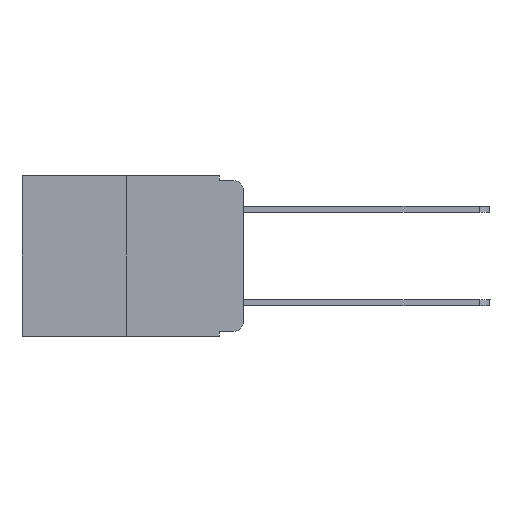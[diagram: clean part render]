
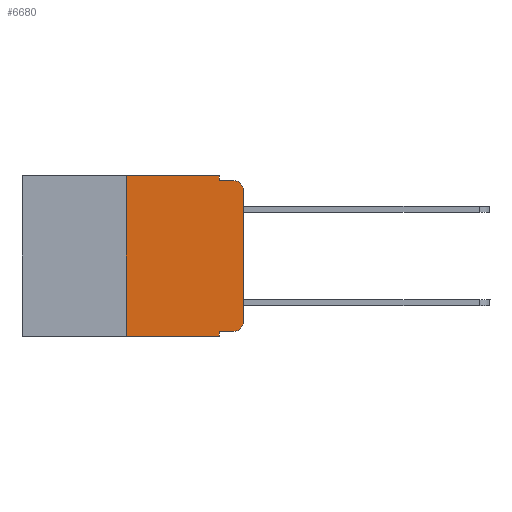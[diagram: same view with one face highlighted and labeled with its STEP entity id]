
A CAD part, left-side view. The second image highlights one B-rep face of the part: STEP entity #6680.
In plain terms, the highlighted planar face has unit normal (-1, 0, 0).
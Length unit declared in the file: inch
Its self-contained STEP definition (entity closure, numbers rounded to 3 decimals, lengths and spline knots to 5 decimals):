
#4 = CARTESIAN_POINT ( 'NONE',  ( 0., 0.051, 0. ) ) ;
#104 = DIRECTION ( 'NONE',  ( -1., 0., 0. ) ) ;
#149 = VECTOR ( 'NONE', #11689, 39.37008 ) ;
#393 = VERTEX_POINT ( 'NONE', #5719 ) ;
#538 = EDGE_CURVE ( 'NONE', #7455, #1121, #11277, .T. ) ;
#551 = CARTESIAN_POINT ( 'NONE',  ( 0., 0., 0. ) ) ;
#593 = CARTESIAN_POINT ( 'NONE',  ( 0., 0.25, -0.343 ) ) ;
#680 = CARTESIAN_POINT ( 'NONE',  ( 0., 0.051, -0.01 ) ) ;
#692 = EDGE_CURVE ( 'NONE', #3396, #9960, #3406, .T. ) ;
#978 = AXIS2_PLACEMENT_3D ( 'NONE', #3652, #7092, #8823 ) ;
#1121 = VERTEX_POINT ( 'NONE', #10556 ) ;
#1271 = CIRCLE ( 'NONE', #5642, 0.02 ) ;
#1372 = ORIENTED_EDGE ( 'NONE', *, *, #10673, .T. ) ;
#1576 = CARTESIAN_POINT ( 'NONE',  ( 0., 0.02, -0.01 ) ) ;
#1989 = EDGE_CURVE ( 'NONE', #2293, #393, #7822, .T. ) ;
#2075 = DIRECTION ( 'NONE',  ( 0., 0., -1. ) ) ;
#2131 = CARTESIAN_POINT ( 'NONE',  ( 0., 0.02, -0.313 ) ) ;
#2290 = EDGE_CURVE ( 'NONE', #2293, #11019, #11266, .T. ) ;
#2293 = VERTEX_POINT ( 'NONE', #593 ) ;
#2521 = EDGE_CURVE ( 'NONE', #11151, #11019, #4629, .T. ) ;
#2530 = PLANE ( 'NONE',  #978 ) ;
#2579 = DIRECTION ( 'NONE',  ( 0., -1., 0. ) ) ;
#2620 = ORIENTED_EDGE ( 'NONE', *, *, #2521, .F. ) ;
#2706 = CARTESIAN_POINT ( 'NONE',  ( 0., 0.051, 0. ) ) ;
#2792 = ORIENTED_EDGE ( 'NONE', *, *, #692, .F. ) ;
#2802 = ORIENTED_EDGE ( 'NONE', *, *, #10826, .T. ) ;
#2879 = VECTOR ( 'NONE', #6826, 39.37008 ) ;
#3010 = ORIENTED_EDGE ( 'NONE', *, *, #3184, .F. ) ;
#3134 = LINE ( 'NONE', #7772, #3728 ) ;
#3184 = EDGE_CURVE ( 'NONE', #9960, #11419, #8948, .T. ) ;
#3371 = DIRECTION ( 'NONE',  ( 0., -1., 0. ) ) ;
#3396 = VERTEX_POINT ( 'NONE', #2706 ) ;
#3406 = LINE ( 'NONE', #8090, #149 ) ;
#3472 = LINE ( 'NONE', #10697, #3688 ) ;
#3480 = CARTESIAN_POINT ( 'NONE',  ( 0., 0.25, 0. ) ) ;
#3484 = DIRECTION ( 'NONE',  ( 0., -1., 0. ) ) ;
#3652 = CARTESIAN_POINT ( 'NONE',  ( 0., 0.473, 0. ) ) ;
#3688 = VECTOR ( 'NONE', #2579, 39.37008 ) ;
#3702 = ORIENTED_EDGE ( 'NONE', *, *, #1989, .F. ) ;
#3728 = VECTOR ( 'NONE', #3371, 39.37008 ) ;
#4011 = VERTEX_POINT ( 'NONE', #8521 ) ;
#4250 = EDGE_CURVE ( 'NONE', #393, #3396, #3472, .T. ) ;
#4407 = CARTESIAN_POINT ( 'NONE',  ( 0., 0.02, -0.03 ) ) ;
#4472 = EDGE_LOOP ( 'NONE', ( #6852, #8960, #3010, #2792, #10353, #3702, #5636, #2620, #2802, #1372 ) ) ;
#4517 = DIRECTION ( 'NONE',  ( 0., 0., -1. ) ) ;
#4629 = LINE ( 'NONE', #4, #11206 ) ;
#4867 = CARTESIAN_POINT ( 'NONE',  ( 0., 0.473, -0.343 ) ) ;
#4936 = DIRECTION ( 'NONE',  ( 0., 0., 1. ) ) ;
#5253 = DIRECTION ( 'NONE',  ( 0., 0., 1. ) ) ;
#5378 = CARTESIAN_POINT ( 'NONE',  ( 0., 0.051, -0.343 ) ) ;
#5385 = VECTOR ( 'NONE', #3484, 39.37008 ) ;
#5636 = ORIENTED_EDGE ( 'NONE', *, *, #2290, .T. ) ;
#5642 = AXIS2_PLACEMENT_3D ( 'NONE', #4407, #8036, #11633 ) ;
#5719 = CARTESIAN_POINT ( 'NONE',  ( 0., 0.25, 0. ) ) ;
#5786 = CARTESIAN_POINT ( 'NONE',  ( 0., 0.051, -0.01 ) ) ;
#6600 = CARTESIAN_POINT ( 'NONE',  ( 0., 0.051, -0.333 ) ) ;
#6680 = ADVANCED_FACE ( 'NONE', ( #8166 ), #2530, .F. ) ;
#6826 = DIRECTION ( 'NONE',  ( 0., -1., 0. ) ) ;
#6852 = ORIENTED_EDGE ( 'NONE', *, *, #538, .T. ) ;
#7092 = DIRECTION ( 'NONE',  ( 1., 0., 0. ) ) ;
#7187 = EDGE_CURVE ( 'NONE', #1121, #11419, #1271, .T. ) ;
#7319 = AXIS2_PLACEMENT_3D ( 'NONE', #2131, #104, #2075 ) ;
#7455 = VERTEX_POINT ( 'NONE', #9507 ) ;
#7544 = VECTOR ( 'NONE', #4936, 39.37008 ) ;
#7772 = CARTESIAN_POINT ( 'NONE',  ( 0., 0.051, -0.333 ) ) ;
#7822 = LINE ( 'NONE', #3480, #10429 ) ;
#8036 = DIRECTION ( 'NONE',  ( -1., 0., 0. ) ) ;
#8090 = CARTESIAN_POINT ( 'NONE',  ( 0., 0.051, 0. ) ) ;
#8092 = CIRCLE ( 'NONE', #7319, 0.02 ) ;
#8166 = FACE_OUTER_BOUND ( 'NONE', #4472, .T. ) ;
#8521 = CARTESIAN_POINT ( 'NONE',  ( 0., 0.02, -0.333 ) ) ;
#8823 = DIRECTION ( 'NONE',  ( 0., 0., -1. ) ) ;
#8948 = LINE ( 'NONE', #680, #5385 ) ;
#8960 = ORIENTED_EDGE ( 'NONE', *, *, #7187, .T. ) ;
#9507 = CARTESIAN_POINT ( 'NONE',  ( 0., 0., -0.313 ) ) ;
#9960 = VERTEX_POINT ( 'NONE', #5786 ) ;
#10353 = ORIENTED_EDGE ( 'NONE', *, *, #4250, .F. ) ;
#10429 = VECTOR ( 'NONE', #5253, 39.37008 ) ;
#10556 = CARTESIAN_POINT ( 'NONE',  ( 0., 0., -0.03 ) ) ;
#10673 = EDGE_CURVE ( 'NONE', #4011, #7455, #8092, .T. ) ;
#10697 = CARTESIAN_POINT ( 'NONE',  ( 0., 0.473, 0. ) ) ;
#10826 = EDGE_CURVE ( 'NONE', #11151, #4011, #3134, .T. ) ;
#11019 = VERTEX_POINT ( 'NONE', #5378 ) ;
#11151 = VERTEX_POINT ( 'NONE', #6600 ) ;
#11206 = VECTOR ( 'NONE', #4517, 39.37008 ) ;
#11266 = LINE ( 'NONE', #4867, #2879 ) ;
#11277 = LINE ( 'NONE', #551, #7544 ) ;
#11419 = VERTEX_POINT ( 'NONE', #1576 ) ;
#11633 = DIRECTION ( 'NONE',  ( 0., 0., -1. ) ) ;
#11689 = DIRECTION ( 'NONE',  ( 0., 0., -1. ) ) ;
